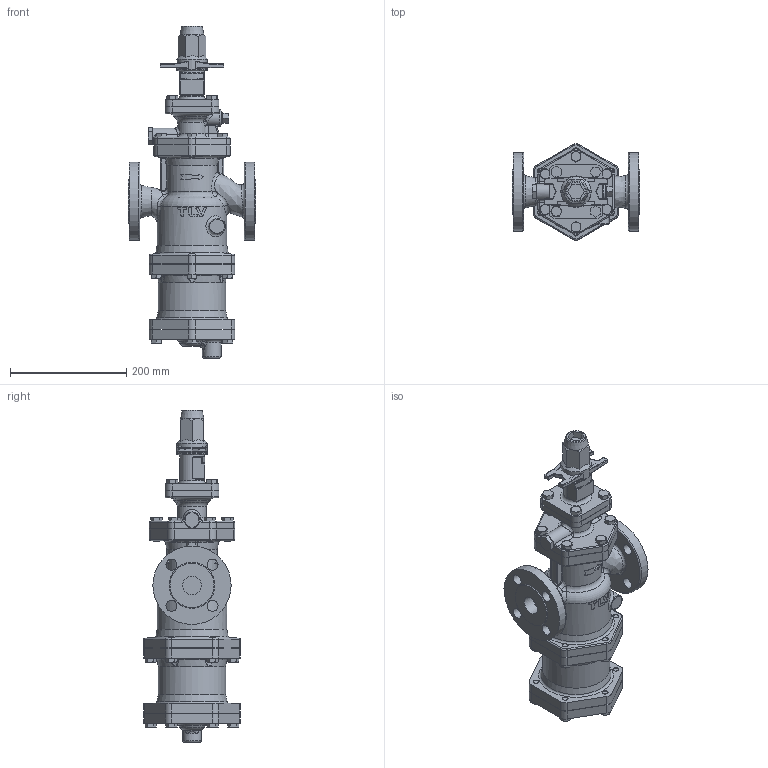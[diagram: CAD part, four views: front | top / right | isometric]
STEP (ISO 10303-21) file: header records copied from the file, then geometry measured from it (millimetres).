
FILE_DESCRIPTION(/* description */ (''),/* implementation_level */ '2;1');
FILE_NAME(/* name */ 'cos3x-032-jis16-00.stp',/* time_stamp */ '2017-12-26T09:43:18+09:00',/* author */ ('nakaot'),/* organization */ (''),/* preprocessor_version */ 'ST-DEVELOPER v15.6',/* originating_system */ 'Autodesk Inventor 2015',/* authorisation */ '');
FILE_SCHEMA (('CONFIG_CONTROL_DESIGN'));
Length unit declared in the file: millimetre
Products named in the file (1): cos3x-032-jis16-00
Bounding box: 220 x 166.02 x 572 mm (x, y, z)
Volume: 5456584.6 mm3; surface area: 519447.8 mm2
Topology: 6 solids, 6 shells, 1062 faces, 2542 edges, 1534 vertices
Faces by surface type: plane 391, cylinder 257, bspline 189, cone 135, torus 74, sphere 16
Full cylindrical faces by diameter (mm): 8.376 x22, 10 x22, 12 x22, 17.475 x1, 19 x8, 27 x1, 28 x1, 32 x3, 42 x1, 45 x1, 52 x1, 76 x2, 80 x4, 116 x1, 120 x1, 135 x2
Entity records: 36843 total; most frequent: CARTESIAN_POINT 14665, ORIENTED_EDGE 4638, DIRECTION 4295, EDGE_CURVE 2319, AXIS2_PLACEMENT_3D 1734, VERTEX_POINT 1473, EDGE_LOOP 1326, FACE_OUTER_BOUND 1062
